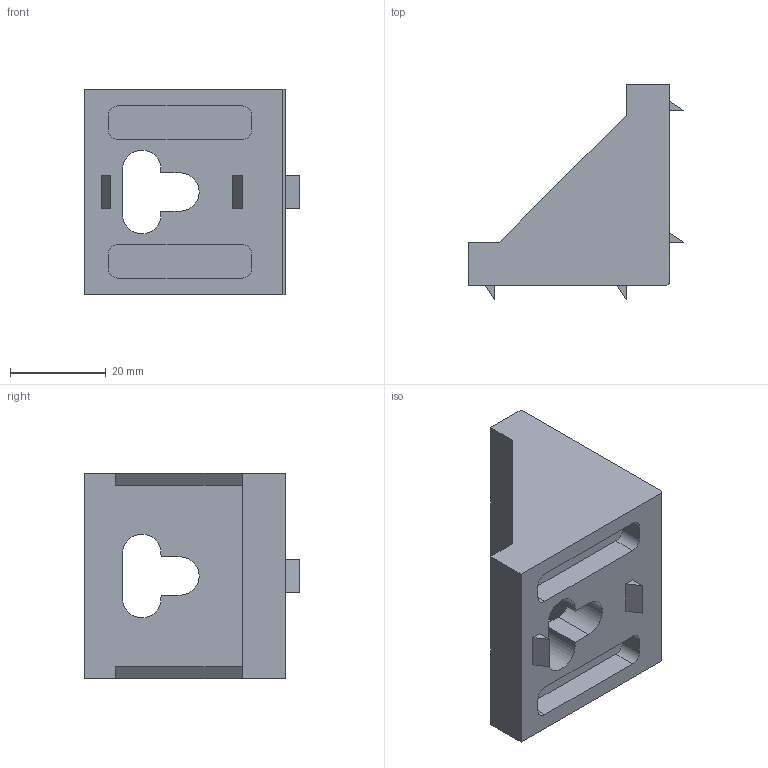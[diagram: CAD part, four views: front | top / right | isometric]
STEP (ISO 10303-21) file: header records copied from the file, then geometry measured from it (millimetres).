
FILE_DESCRIPTION(('STEP AP214'), '1');
FILE_NAME('Óãîëê 45õ45', '', ('UNSPECIFIED'), ('UNSPECIFIED'), 'ASCON STEP Converter 1.6', 'ASCON Math Kernel', '');
FILE_SCHEMA(('AUTOMOTIVE_DESIGN { 1 0 10303 214 3 1 1}'));
Length unit declared in the file: millimetre
Bounding box: 45 x 45 x 43 mm (x, y, z)
Volume: 23425.8 mm3; surface area: 11735.2 mm2
Topology: 1 solids, 1 shells, 83 faces, 219 edges, 146 vertices
Faces by surface type: plane 59, cylinder 24
Entity records: 3277 total; most frequent: CARTESIAN_POINT 449, ORIENTED_EDGE 438, DIRECTION 435, EDGE_CURVE 219, LINE 171, VECTOR 171, VERTEX_POINT 146, AXIS2_PLACEMENT_3D 132
